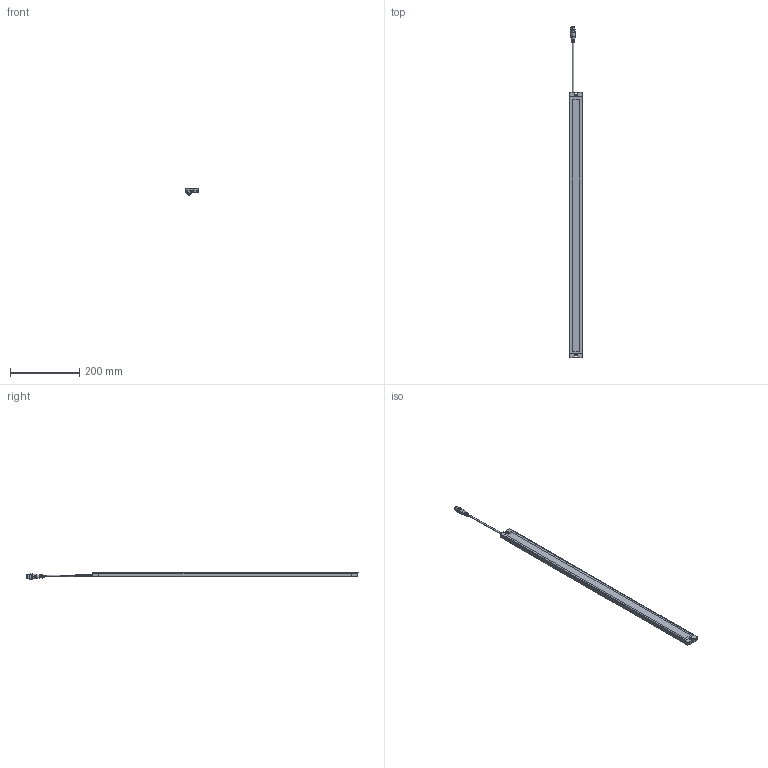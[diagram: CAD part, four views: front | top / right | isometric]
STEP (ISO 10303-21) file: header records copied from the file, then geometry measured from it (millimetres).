
FILE_DESCRIPTION(('CATIA V5 STEP Exchange','CAx-IF Rec.Pracs.--- Model Styling and Organization---1.5--- 2016-08-15','CAx-IF Rec.Pracs.---Supplemental Geometry---1.0---2011-11-01','CAx-IF Rec.Pracs.--- Composite Materials ---1.1---2010-07-15'),'2;1');
FILE_NAME ('1362038-3_0', '2026-01-05T07:33:23+00:00', ('none'), ('Weidmueller'), 'CATIA Version 5-6 Release 2024 SP4', 'CATIA V5 STEP AP214 v3', 'none');
FILE_SCHEMA(('AUTOMOTIVE_DESIGN { 1 0 10303 214 1 1 1 1 }'));
Length unit declared in the file: millimetre
Products named in the file (1): WIL-XXXX 765-M12-0.3M
Bounding box: 40 x 955.62 x 17.5 mm (x, y, z)
Volume: 323062.2 mm3; surface area: 100863.4 mm2
Topology: 1 solids, 1 shells, 583 faces, 1689 edges, 1106 vertices
Faces by surface type: plane 324, cylinder 142, cone 77, torus 20, bspline 14, sphere 6
Entity records: 20261 total; most frequent: CARTESIAN_POINT 6184, ORIENTED_EDGE 3332, DIRECTION 2025, EDGE_CURVE 1666, VERTEX_POINT 1106, VECTOR 954, LINE 954, AXIS2_PLACEMENT_3D 685
